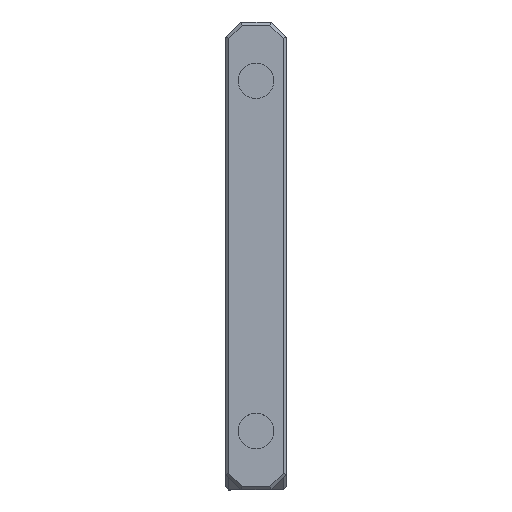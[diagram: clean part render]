
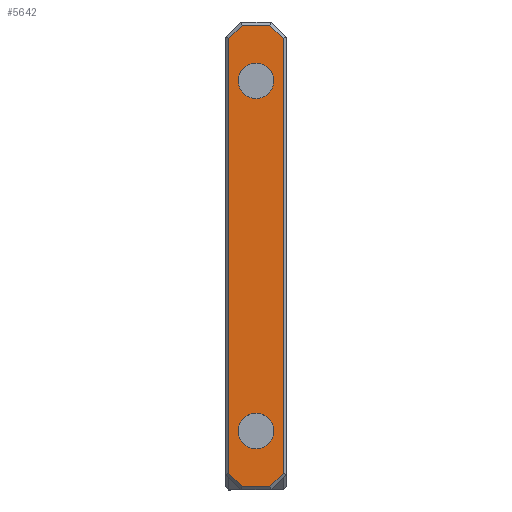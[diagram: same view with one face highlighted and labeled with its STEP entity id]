
A CAD part, top view. The second image highlights one B-rep face of the part: STEP entity #5642.
In plain terms, the highlighted face is planar.
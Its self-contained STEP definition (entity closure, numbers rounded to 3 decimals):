
#21=CIRCLE('',#5904,2.35);
#22=CIRCLE('',#5905,2.35);
#34=FACE_BOUND('',#783,.T.);
#35=FACE_BOUND('',#784,.T.);
#121=PLANE('',#5903);
#446=FACE_OUTER_BOUND('',#782,.T.);
#782=EDGE_LOOP('',(#4724,#4725,#4726,#4727,#4728,#4729,#4730,#4731));
#783=EDGE_LOOP('',(#4732));
#784=EDGE_LOOP('',(#4733));
#1321=LINE('',#9691,#1978);
#1324=LINE('',#9696,#1981);
#1327=LINE('',#9702,#1984);
#1330=LINE('',#9708,#1987);
#1333=LINE('',#9713,#1990);
#1336=LINE('',#9719,#1993);
#1339=LINE('',#9725,#1996);
#1342=LINE('',#9729,#1999);
#1978=VECTOR('',#6596,10.);
#1981=VECTOR('',#6601,10.);
#1984=VECTOR('',#6606,10.);
#1987=VECTOR('',#6611,10.);
#1990=VECTOR('',#6616,10.);
#1993=VECTOR('',#6621,10.);
#1996=VECTOR('',#6626,10.);
#1999=VECTOR('',#6631,10.);
#2809=VERTEX_POINT('',#9689);
#2810=VERTEX_POINT('',#9690);
#2811=VERTEX_POINT('',#9695);
#2813=VERTEX_POINT('',#9701);
#2815=VERTEX_POINT('',#9707);
#2816=VERTEX_POINT('',#9712);
#2818=VERTEX_POINT('',#9718);
#2820=VERTEX_POINT('',#9724);
#2823=VERTEX_POINT('',#9741);
#2824=VERTEX_POINT('',#9743);
#3463=EDGE_CURVE('',#2809,#2810,#1321,.T.);
#3466=EDGE_CURVE('',#2810,#2811,#1324,.T.);
#3469=EDGE_CURVE('',#2811,#2813,#1327,.T.);
#3472=EDGE_CURVE('',#2813,#2815,#1330,.T.);
#3475=EDGE_CURVE('',#2815,#2816,#1333,.T.);
#3478=EDGE_CURVE('',#2816,#2818,#1336,.T.);
#3481=EDGE_CURVE('',#2818,#2820,#1339,.T.);
#3484=EDGE_CURVE('',#2820,#2809,#1342,.T.);
#3490=EDGE_CURVE('',#2823,#2823,#21,.T.);
#3491=EDGE_CURVE('',#2824,#2824,#22,.T.);
#4724=ORIENTED_EDGE('',*,*,#3463,.F.);
#4725=ORIENTED_EDGE('',*,*,#3484,.F.);
#4726=ORIENTED_EDGE('',*,*,#3481,.F.);
#4727=ORIENTED_EDGE('',*,*,#3478,.F.);
#4728=ORIENTED_EDGE('',*,*,#3475,.F.);
#4729=ORIENTED_EDGE('',*,*,#3472,.F.);
#4730=ORIENTED_EDGE('',*,*,#3469,.F.);
#4731=ORIENTED_EDGE('',*,*,#3466,.F.);
#4732=ORIENTED_EDGE('',*,*,#3490,.T.);
#4733=ORIENTED_EDGE('',*,*,#3491,.T.);
#5642=ADVANCED_FACE('',(#446,#34,#35),#121,.T.);
#5903=AXIS2_PLACEMENT_3D('',#9740,#6643,#6644);
#5904=AXIS2_PLACEMENT_3D('',#9742,#6645,#6646);
#5905=AXIS2_PLACEMENT_3D('',#9744,#6647,#6648);
#6596=DIRECTION('',(1.,0.,0.));
#6601=DIRECTION('',(0.707,0.,0.707));
#6606=DIRECTION('',(0.,0.,1.));
#6611=DIRECTION('',(-0.707,0.,0.707));
#6616=DIRECTION('',(-1.,0.,0.));
#6621=DIRECTION('',(-0.707,0.,-0.707));
#6626=DIRECTION('',(0.,0.,-1.));
#6631=DIRECTION('',(0.707,0.,-0.707));
#6643=DIRECTION('center_axis',(0.,1.,0.));
#6644=DIRECTION('ref_axis',(-1.,0.,0.));
#6645=DIRECTION('center_axis',(0.,-1.,0.));
#6646=DIRECTION('ref_axis',(-1.,0.,0.));
#6647=DIRECTION('center_axis',(0.,-1.,0.));
#6648=DIRECTION('ref_axis',(-1.,0.,0.));
#9689=CARTESIAN_POINT('',(-7.334,15.5,-7.6));
#9690=CARTESIAN_POINT('',(50.334,15.5,-7.6));
#9691=CARTESIAN_POINT('',(35.25,15.5,-7.6));
#9695=CARTESIAN_POINT('',(52.1,15.5,-5.834));
#9696=CARTESIAN_POINT('',(50.342,15.5,-7.592));
#9701=CARTESIAN_POINT('',(52.1,15.5,-2.166));
#9702=CARTESIAN_POINT('',(52.1,15.5,-8.));
#9707=CARTESIAN_POINT('',(50.334,15.5,-0.4));
#9708=CARTESIAN_POINT('',(52.342,15.5,-2.408));
#9712=CARTESIAN_POINT('',(-7.334,15.5,-0.4));
#9713=CARTESIAN_POINT('',(35.25,15.5,-0.4));
#9718=CARTESIAN_POINT('',(-9.1,15.5,-2.166));
#9719=CARTESIAN_POINT('',(4.408,15.5,11.342));
#9724=CARTESIAN_POINT('',(-9.1,15.5,-5.834));
#9725=CARTESIAN_POINT('',(-9.1,15.5,-8.));
#9729=CARTESIAN_POINT('',(6.408,15.5,-21.342));
#9740=CARTESIAN_POINT('Origin',(49.,15.5,-8.));
#9741=CARTESIAN_POINT('',(0.65,15.5,-4.));
#9742=CARTESIAN_POINT('Origin',(-1.7,15.5,-4.));
#9743=CARTESIAN_POINT('',(47.05,15.5,-4.));
#9744=CARTESIAN_POINT('Origin',(44.7,15.5,-4.));
